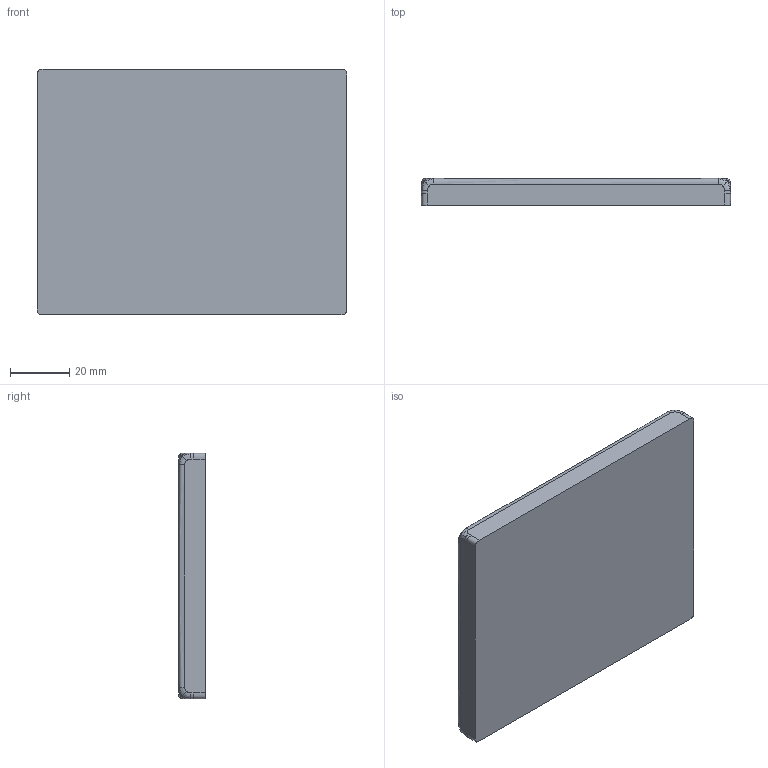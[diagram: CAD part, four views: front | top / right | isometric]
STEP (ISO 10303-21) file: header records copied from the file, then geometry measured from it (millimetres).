
FILE_DESCRIPTION(/* description */ (''),/* implementation_level */ '2;1');
FILE_NAME(/* name */ 'keypad.step',/* time_stamp */ '2025-10-23T17:46:53+01:00',/* author */ (''),/* organization */ (''),/* preprocessor_version */ 'ST-DEVELOPER v20.1',/* originating_system */ 'Autodesk Translation Framework v14.17.0.0',/* authorisation */ '');
FILE_SCHEMA (('AUTOMOTIVE_DESIGN { 1 0 10303 214 3 1 1 }'));
Length unit declared in the file: millimetre
Products named in the file (1): FusionComponent
Bounding box: 104 x 9 x 82.7 mm (x, y, z)
Volume: 14229.4 mm3; surface area: 23143.9 mm2
Topology: 1 solids, 1 shells, 46 faces, 116 edges, 72 vertices
Faces by surface type: bspline 36, plane 10
Entity records: 2867 total; most frequent: CARTESIAN_POINT 1981, ORIENTED_EDGE 232, EDGE_CURVE 116, DIRECTION 78, B_SPLINE_CURVE_WITH_KNOTS 76, VERTEX_POINT 72, FACE_OUTER_BOUND 46, EDGE_LOOP 46
